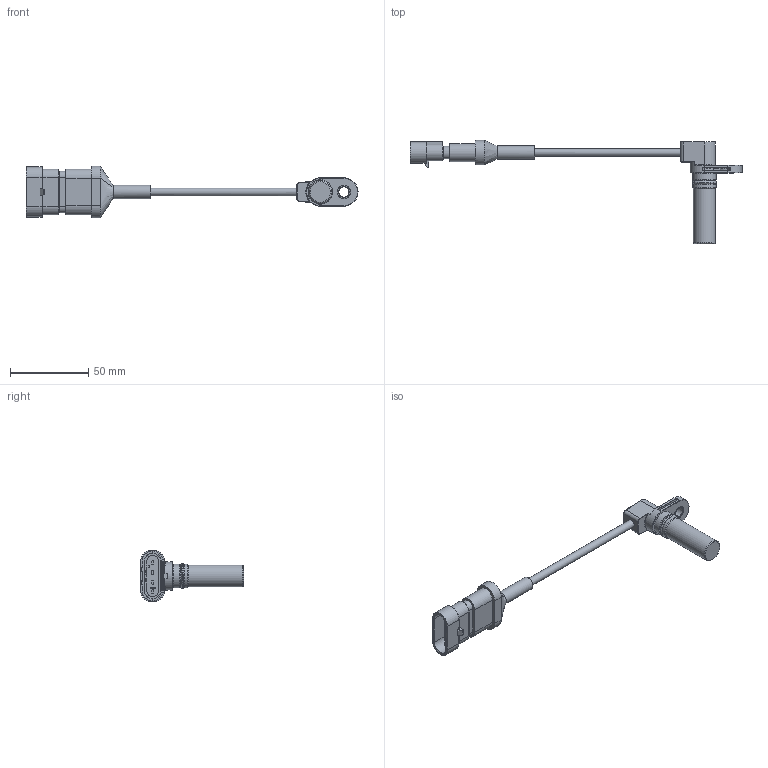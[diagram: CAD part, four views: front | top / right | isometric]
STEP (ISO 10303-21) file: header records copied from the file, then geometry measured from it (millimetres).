
FILE_DESCRIPTION(/* description */ (''),/* implementation_level */ '2;1');
FILE_NAME(/* name */ 'H1545外形3D图11.14_stp.stp',/* time_stamp */ '2023-11-14T16:20:28+08:00',/* author */ (''),/* organization */ (''),/* preprocessor_version */ 'ST-DEVELOPER v16.7',/* originating_system */ 'SIEMENS PLM Software NX 12.0',/* authorisation */ '');
FILE_SCHEMA (('AP203_CONFIGURATION_CONTROLLED_3D_DESIGN_OF_MECHANICAL_PARTS_AND_ASSEMBLIES_MIM_LF { 1 0 10303 403 2 1 2}'));
Length unit declared in the file: millimetre
Products named in the file (1): H1545外形3D图11.14_stp
Bounding box: 211.6 x 65.75 x 33 mm (x, y, z)
Volume: 29743.5 mm3; surface area: 14092.5 mm2
Topology: 2 solids, 3 shells, 336 faces, 790 edges, 455 vertices
Faces by surface type: cylinder 140, plane 95, torus 64, sphere 16, bspline 14, cone 7
Full cylindrical faces by diameter (mm): 5 x1, 8.5 x2, 10.5 x1, 12.4 x1, 14 x1, 15 x2
Entity records: 11140 total; most frequent: CARTESIAN_POINT 2249, DIRECTION 1684, ORIENTED_EDGE 1514, EDGE_CURVE 757, AXIS2_PLACEMENT_3D 661, VERTEX_POINT 453, EDGE_LOOP 372, LINE 362
